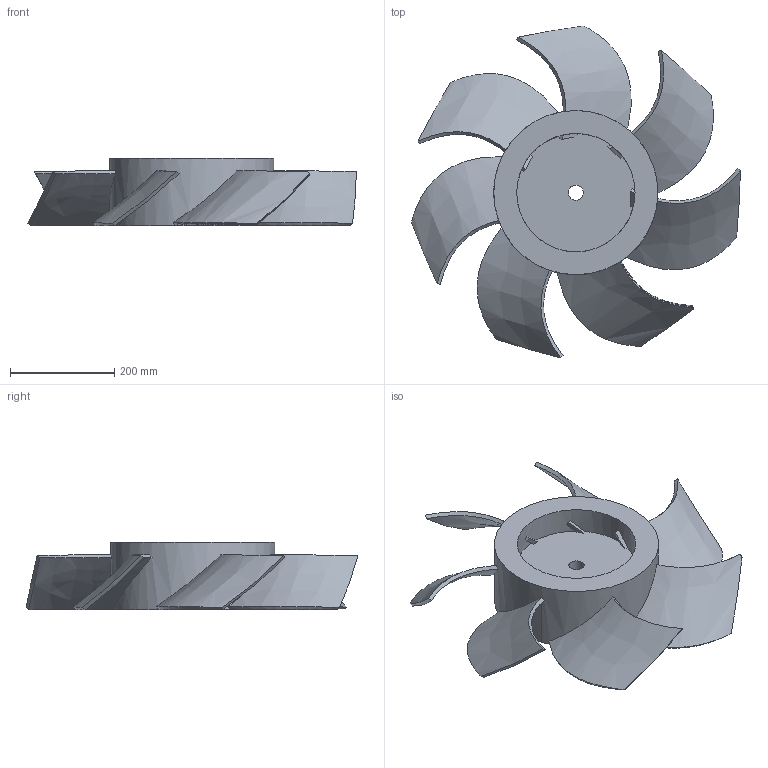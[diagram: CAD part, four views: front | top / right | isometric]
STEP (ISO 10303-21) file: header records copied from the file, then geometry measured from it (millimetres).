
FILE_DESCRIPTION(/* description */ (''),/* implementation_level */ '2;1');
FILE_NAME(/* name */ '7blade.stp',/* time_stamp */ '2021-01-20T22:11:35+03:00',/* author */ (''),/* organization */ (''),/* preprocessor_version */ 'ST-DEVELOPER v16.7',/* originating_system */ 'SIEMENS PLM Software NX 1859',/* authorisation */ '');
FILE_SCHEMA (('AUTOMOTIVE_DESIGN { 1 0 10303 214 3 1 1 1 }'));
Length unit declared in the file: millimetre
Products named in the file (1): model2
Bounding box: 630.94 x 636.94 x 130 mm (x, y, z)
Volume: 9601945.3 mm3; surface area: 760683.7 mm2
Topology: 1 solids, 1 shells, 73 faces, 185 edges, 114 vertices
Faces by surface type: bspline 63, cylinder 5, plane 3, sphere 2
Full cylindrical faces by diameter (mm): 29.1 x1, 227.21 x1, 315 x1
Entity records: 3552 total; most frequent: CARTESIAN_POINT 2348, ORIENTED_EDGE 344, EDGE_CURVE 172, B_SPLINE_CURVE_WITH_KNOTS 152, VERTEX_POINT 108, EDGE_LOOP 78, ADVANCED_FACE 71, FACE_OUTER_BOUND 65
